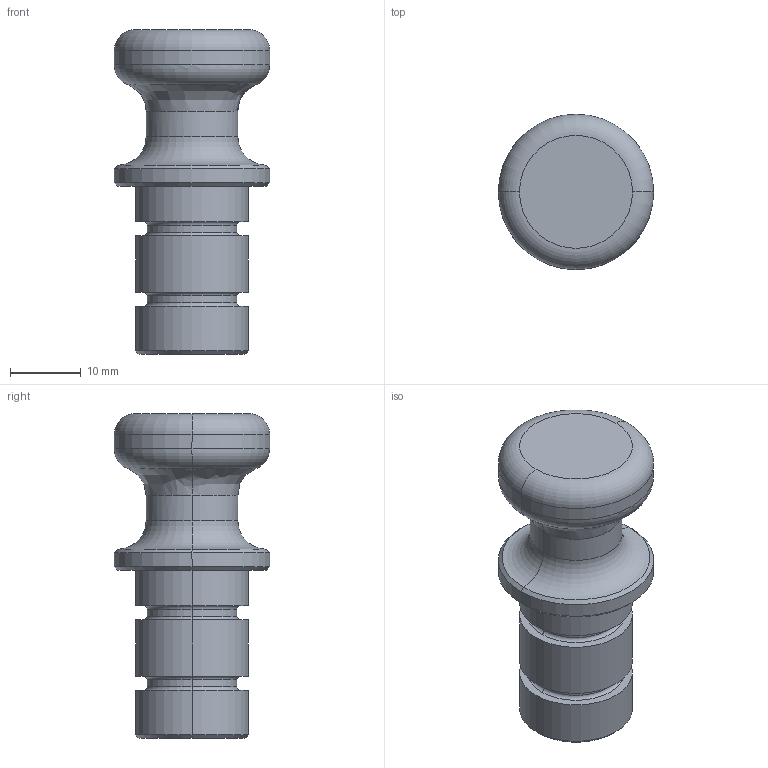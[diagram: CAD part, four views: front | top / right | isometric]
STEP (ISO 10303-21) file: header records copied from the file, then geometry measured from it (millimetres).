
FILE_DESCRIPTION(('STEP AP214'),'1');
FILE_NAME('160740.1.STP','2011-09-08T13:48:14',(' '),(' '),'Spatial InterOp 3D',' ',' ');
FILE_SCHEMA(('automotive_design'));
Length unit declared in the file: millimetre
Products named in the file (2): Zylinder
Bounding box: 22 x 22 x 46 mm (x, y, z)
Volume: 10124.5 mm3; surface area: 4192.8 mm2
Topology: 2 solids, 2 shells, 54 faces, 106 edges, 62 vertices
Faces by surface type: cylinder 20, torus 16, plane 10, cone 6, bspline 2
Entity records: 2245 total; most frequent: CARTESIAN_POINT 615, DIRECTION 280, ORIENTED_EDGE 212, AXIS2_PLACEMENT_3D 127, EDGE_CURVE 106, CIRCLE 73, VERTEX_POINT 62, EDGE_LOOP 60
